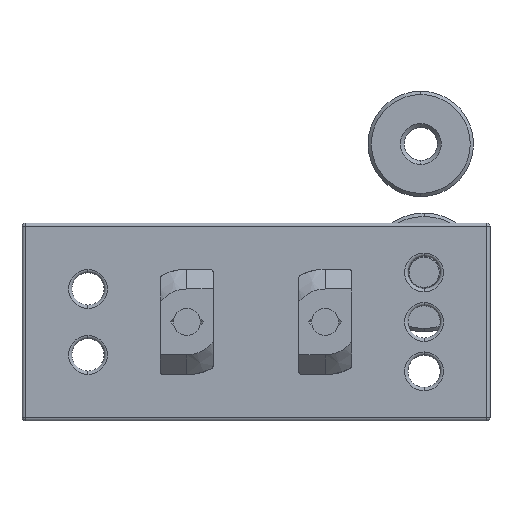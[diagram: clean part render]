
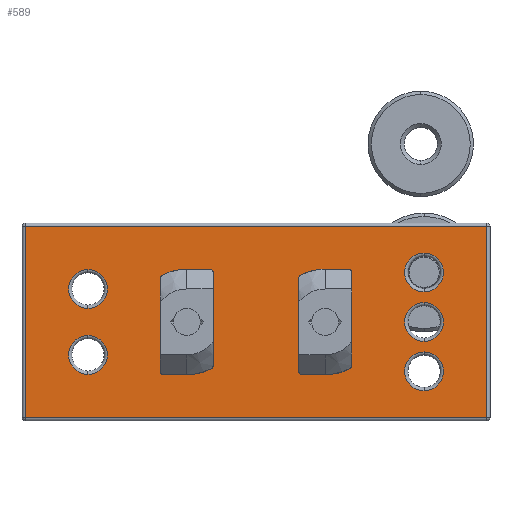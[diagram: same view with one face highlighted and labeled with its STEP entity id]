
A CAD part, front view. The second image highlights one B-rep face of the part: STEP entity #589.
In plain terms, the highlighted planar face has unit normal (0, -1, 0).
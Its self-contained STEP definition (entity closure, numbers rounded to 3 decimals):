
#589=ADVANCED_FACE('NONE',(#1541,#1542,#1543,#1544,#1545,#1546,#1547,#1548),#1549,.F.);
#1541=FACE_OUTER_BOUND('',#2914,.T.);
#1542=FACE_BOUND('',#2915,.T.);
#1543=FACE_BOUND('',#2916,.T.);
#1544=FACE_BOUND('',#2917,.T.);
#1545=FACE_BOUND('',#2918,.T.);
#1546=FACE_BOUND('',#2919,.T.);
#1547=FACE_BOUND('',#2920,.T.);
#1548=FACE_BOUND('',#2921,.T.);
#1549=PLANE('',#2922);
#2914=EDGE_LOOP('',(#4406,#4407,#4408,#4409));
#2915=EDGE_LOOP('',(#4410,#4411));
#2916=EDGE_LOOP('',(#4412,#4413));
#2917=EDGE_LOOP('',(#4414,#4415));
#2918=EDGE_LOOP('',(#4416,#4417));
#2919=EDGE_LOOP('',(#4418,#4419));
#2920=EDGE_LOOP('',(#4420,#4421));
#2921=EDGE_LOOP('',(#4422,#4423));
#2922=AXIS2_PLACEMENT_3D('',#4424,#4425,#4426);
#4406=ORIENTED_EDGE('',*,*,#8167,.T.);
#4407=ORIENTED_EDGE('',*,*,#8168,.T.);
#4408=ORIENTED_EDGE('',*,*,#8169,.T.);
#4409=ORIENTED_EDGE('',*,*,#8170,.T.);
#4410=ORIENTED_EDGE('',*,*,#8092,.T.);
#4411=ORIENTED_EDGE('',*,*,#8171,.T.);
#4412=ORIENTED_EDGE('',*,*,#8087,.T.);
#4413=ORIENTED_EDGE('',*,*,#8172,.T.);
#4414=ORIENTED_EDGE('',*,*,#8082,.T.);
#4415=ORIENTED_EDGE('',*,*,#8173,.T.);
#4416=ORIENTED_EDGE('',*,*,#8077,.T.);
#4417=ORIENTED_EDGE('',*,*,#8174,.T.);
#4418=ORIENTED_EDGE('',*,*,#8072,.T.);
#4419=ORIENTED_EDGE('',*,*,#8175,.T.);
#4420=ORIENTED_EDGE('',*,*,#8067,.T.);
#4421=ORIENTED_EDGE('',*,*,#8176,.T.);
#4422=ORIENTED_EDGE('',*,*,#8062,.T.);
#4423=ORIENTED_EDGE('',*,*,#8177,.T.);
#4424=CARTESIAN_POINT('',(-35.0,-1.75,14.5));
#4425=DIRECTION('',(0.0,1.0,0.0));
#4426=DIRECTION('',(1.0,0.0,-0.0));
#8062=EDGE_CURVE('NONE',#9606,#9610,#9612,.T.);
#8067=EDGE_CURVE('NONE',#9615,#9619,#9621,.T.);
#8072=EDGE_CURVE('NONE',#9624,#9628,#9630,.T.);
#8077=EDGE_CURVE('NONE',#9633,#9637,#9639,.T.);
#8082=EDGE_CURVE('NONE',#9642,#9646,#9648,.T.);
#8087=EDGE_CURVE('NONE',#9651,#9655,#9657,.T.);
#8092=EDGE_CURVE('NONE',#9660,#9664,#9666,.T.);
#8167=EDGE_CURVE('NONE',#9765,#9766,#9767,.T.);
#8168=EDGE_CURVE('NONE',#9766,#9768,#9769,.T.);
#8169=EDGE_CURVE('NONE',#9768,#9770,#9771,.T.);
#8170=EDGE_CURVE('NONE',#9770,#9765,#9772,.T.);
#8171=EDGE_CURVE('NONE',#9664,#9660,#9773,.T.);
#8172=EDGE_CURVE('NONE',#9655,#9651,#9774,.T.);
#8173=EDGE_CURVE('NONE',#9646,#9642,#9775,.T.);
#8174=EDGE_CURVE('NONE',#9637,#9633,#9776,.T.);
#8175=EDGE_CURVE('NONE',#9628,#9624,#9777,.T.);
#8176=EDGE_CURVE('NONE',#9619,#9615,#9778,.T.);
#8177=EDGE_CURVE('NONE',#9610,#9606,#9779,.T.);
#9606=VERTEX_POINT('NONE',#11794);
#9610=VERTEX_POINT('',#11798);
#9612=CIRCLE('',#11800,2.95);
#9615=VERTEX_POINT('NONE',#11803);
#9619=VERTEX_POINT('',#11807);
#9621=CIRCLE('',#11809,2.95);
#9624=VERTEX_POINT('NONE',#11812);
#9628=VERTEX_POINT('',#11816);
#9630=CIRCLE('',#11818,2.95);
#9633=VERTEX_POINT('NONE',#11821);
#9637=VERTEX_POINT('',#11825);
#9639=CIRCLE('',#11827,2.95);
#9642=VERTEX_POINT('NONE',#11830);
#9646=VERTEX_POINT('',#11834);
#9648=CIRCLE('',#11836,2.95);
#9651=VERTEX_POINT('NONE',#11839);
#9655=VERTEX_POINT('',#11843);
#9657=CIRCLE('',#11845,3.15);
#9660=VERTEX_POINT('NONE',#11848);
#9664=VERTEX_POINT('',#11852);
#9666=CIRCLE('',#11854,3.15);
#9765=VERTEX_POINT('NONE',#11991);
#9766=VERTEX_POINT('NONE',#11992);
#9767=LINE('',#11993,#11994);
#9768=VERTEX_POINT('NONE',#11995);
#9769=LINE('',#11996,#11997);
#9770=VERTEX_POINT('NONE',#11998);
#9771=LINE('',#11999,#12000);
#9772=LINE('',#12001,#12002);
#9773=CIRCLE('',#12003,3.15);
#9774=CIRCLE('',#12004,3.15);
#9775=CIRCLE('',#12005,2.95);
#9776=CIRCLE('',#12006,2.95);
#9777=CIRCLE('',#12007,2.95);
#9778=CIRCLE('',#12008,2.95);
#9779=CIRCLE('',#12009,2.95);
#11794=CARTESIAN_POINT('',(-25.5,-1.75,-2.05));
#11798=CARTESIAN_POINT('',(-25.5,-1.75,-7.95));
#11800=AXIS2_PLACEMENT_3D('',#16490,#16491,#16492);
#11803=CARTESIAN_POINT('',(-25.5,-1.75,7.95));
#11807=CARTESIAN_POINT('',(-25.5,-1.75,2.05));
#11809=AXIS2_PLACEMENT_3D('',#16502,#16503,#16504);
#11812=CARTESIAN_POINT('',(25.5,-1.75,-4.55));
#11816=CARTESIAN_POINT('',(25.5,-1.75,-10.45));
#11818=AXIS2_PLACEMENT_3D('',#16514,#16515,#16516);
#11821=CARTESIAN_POINT('',(25.5,-1.75,2.95));
#11825=CARTESIAN_POINT('',(25.5,-1.75,-2.95));
#11827=AXIS2_PLACEMENT_3D('',#16526,#16527,#16528);
#11830=CARTESIAN_POINT('',(25.5,-1.75,10.45));
#11834=CARTESIAN_POINT('',(25.5,-1.75,4.55));
#11836=AXIS2_PLACEMENT_3D('',#16538,#16539,#16540);
#11839=CARTESIAN_POINT('',(-10.5,-1.75,3.15));
#11843=CARTESIAN_POINT('',(-10.5,-1.75,-3.15));
#11845=AXIS2_PLACEMENT_3D('',#16550,#16551,#16552);
#11848=CARTESIAN_POINT('',(10.5,-1.75,3.15));
#11852=CARTESIAN_POINT('',(10.5,-1.75,-3.15));
#11854=AXIS2_PLACEMENT_3D('',#16562,#16563,#16564);
#11991=CARTESIAN_POINT('',(35.0,-1.75,-14.5));
#11992=CARTESIAN_POINT('',(35.0,-1.75,14.5));
#11993=CARTESIAN_POINT('',(35.0,-1.75,14.5));
#11994=VECTOR('',#16654,1000.0);
#11995=CARTESIAN_POINT('',(-35.0,-1.75,14.5));
#11996=CARTESIAN_POINT('',(-35.0,-1.75,14.5));
#11997=VECTOR('',#16655,1000.0);
#11998=CARTESIAN_POINT('',(-35.0,-1.75,-14.5));
#11999=CARTESIAN_POINT('',(-35.0,-1.75,14.5));
#12000=VECTOR('',#16656,1000.0);
#12001=CARTESIAN_POINT('',(-35.0,-1.75,-14.5));
#12002=VECTOR('',#16657,1000.0);
#12003=AXIS2_PLACEMENT_3D('',#16658,#16659,#16660);
#12004=AXIS2_PLACEMENT_3D('',#16661,#16662,#16663);
#12005=AXIS2_PLACEMENT_3D('',#16664,#16665,#16666);
#12006=AXIS2_PLACEMENT_3D('',#16667,#16668,#16669);
#12007=AXIS2_PLACEMENT_3D('',#16670,#16671,#16672);
#12008=AXIS2_PLACEMENT_3D('',#16673,#16674,#16675);
#12009=AXIS2_PLACEMENT_3D('',#16676,#16677,#16678);
#16490=CARTESIAN_POINT('',(-25.5,-1.75,-5.0));
#16491=DIRECTION('',(0.0,1.0,0.0));
#16492=DIRECTION('',(0.0,0.0,1.0));
#16502=CARTESIAN_POINT('',(-25.5,-1.75,5.0));
#16503=DIRECTION('',(0.0,1.0,0.0));
#16504=DIRECTION('',(0.0,0.0,1.0));
#16514=CARTESIAN_POINT('',(25.5,-1.75,-7.5));
#16515=DIRECTION('',(0.0,1.0,0.0));
#16516=DIRECTION('',(0.0,0.0,1.0));
#16526=CARTESIAN_POINT('',(25.5,-1.75,0.));
#16527=DIRECTION('',(0.0,1.0,0.0));
#16528=DIRECTION('',(0.0,0.0,1.0));
#16538=CARTESIAN_POINT('',(25.5,-1.75,7.5));
#16539=DIRECTION('',(0.0,1.0,0.0));
#16540=DIRECTION('',(0.0,0.0,1.0));
#16550=CARTESIAN_POINT('',(-10.5,-1.75,0.0));
#16551=DIRECTION('',(0.0,1.0,0.0));
#16552=DIRECTION('',(0.0,0.0,1.0));
#16562=CARTESIAN_POINT('',(10.5,-1.75,0.0));
#16563=DIRECTION('',(0.0,1.0,0.0));
#16564=DIRECTION('',(0.0,0.0,1.0));
#16654=DIRECTION('',(0.,-0.0,1.0));
#16655=DIRECTION('',(-1.0,-0.0,-0.0));
#16656=DIRECTION('',(0.,-0.0,-1.0));
#16657=DIRECTION('',(1.0,-0.0,-0.0));
#16658=CARTESIAN_POINT('',(10.5,-1.75,0.0));
#16659=DIRECTION('',(0.0,1.0,0.0));
#16660=DIRECTION('',(0.0,0.0,1.0));
#16661=CARTESIAN_POINT('',(-10.5,-1.75,0.0));
#16662=DIRECTION('',(0.0,1.0,0.0));
#16663=DIRECTION('',(0.0,0.0,1.0));
#16664=CARTESIAN_POINT('',(25.5,-1.75,7.5));
#16665=DIRECTION('',(0.0,1.0,0.0));
#16666=DIRECTION('',(0.0,0.0,1.0));
#16667=CARTESIAN_POINT('',(25.5,-1.75,0.));
#16668=DIRECTION('',(0.0,1.0,0.0));
#16669=DIRECTION('',(0.0,0.0,1.0));
#16670=CARTESIAN_POINT('',(25.5,-1.75,-7.5));
#16671=DIRECTION('',(0.0,1.0,0.0));
#16672=DIRECTION('',(0.0,0.0,1.0));
#16673=CARTESIAN_POINT('',(-25.5,-1.75,5.0));
#16674=DIRECTION('',(0.0,1.0,0.0));
#16675=DIRECTION('',(0.0,0.0,1.0));
#16676=CARTESIAN_POINT('',(-25.5,-1.75,-5.0));
#16677=DIRECTION('',(0.0,1.0,0.0));
#16678=DIRECTION('',(0.0,0.0,1.0));
